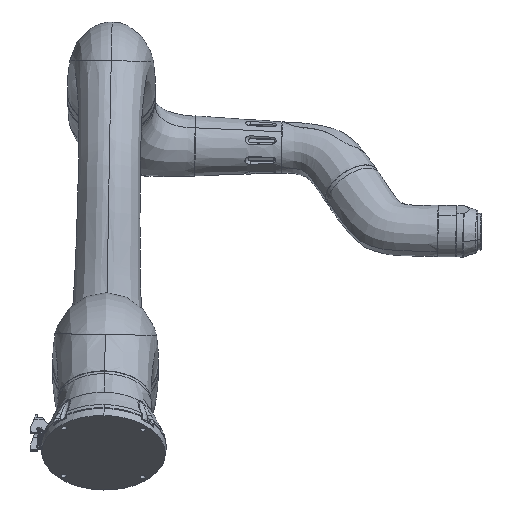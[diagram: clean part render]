
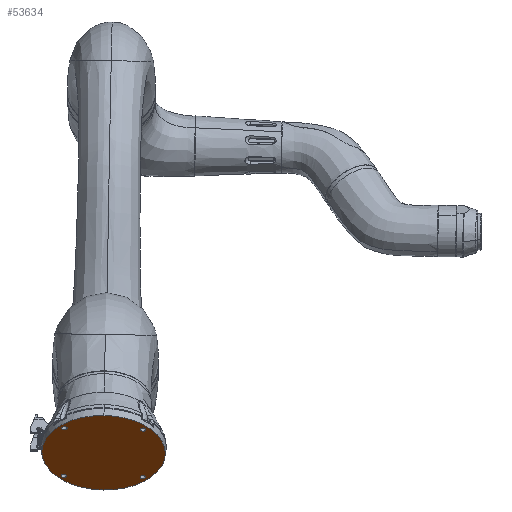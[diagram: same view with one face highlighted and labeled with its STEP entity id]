
A CAD part, front view. The second image highlights one B-rep face of the part: STEP entity #53634.
In plain terms, the highlighted face is planar.
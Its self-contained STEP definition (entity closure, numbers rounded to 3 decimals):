
#729 = DIRECTION ( 'NONE',  ( 1., 0., 0. ) ) ;
#1536 = VERTEX_POINT ( 'NONE', #92642 ) ;
#1975 = DIRECTION ( 'NONE',  ( 0., 0., 1. ) ) ;
#2567 = AXIS2_PLACEMENT_3D ( 'NONE', #46593, #68330, #57241 ) ;
#2993 = EDGE_LOOP ( 'NONE', ( #17007, #118514 ) ) ;
#5837 = AXIS2_PLACEMENT_3D ( 'NONE', #121261, #121716, #79123 ) ;
#6287 = CIRCLE ( 'NONE', #118166, 4.5 ) ;
#7272 = CARTESIAN_POINT ( 'NONE',  ( -67.5, -67.5, -53. ) ) ;
#8154 = VERTEX_POINT ( 'NONE', #129045 ) ;
#12875 = CIRCLE ( 'NONE', #96044, 4.5 ) ;
#13708 = CARTESIAN_POINT ( 'NONE',  ( 0., -105.773, -53. ) ) ;
#14601 = VERTEX_POINT ( 'NONE', #13708 ) ;
#14701 = EDGE_LOOP ( 'NONE', ( #42753, #104966 ) ) ;
#17007 = ORIENTED_EDGE ( 'NONE', *, *, #72261, .T. ) ;
#17093 = CIRCLE ( 'NONE', #62193, 4.5 ) ;
#22064 = CIRCLE ( 'NONE', #2567, 105.773 ) ;
#23556 = DIRECTION ( 'NONE',  ( 0., 0., 1. ) ) ;
#25617 = EDGE_CURVE ( 'NONE', #78287, #41431, #12875, .T. ) ;
#27752 = DIRECTION ( 'NONE',  ( 1., 0., 0. ) ) ;
#30586 = ORIENTED_EDGE ( 'NONE', *, *, #25617, .T. ) ;
#32441 = DIRECTION ( 'NONE',  ( 0., -1., 0. ) ) ;
#32944 = FACE_BOUND ( 'NONE', #89914, .T. ) ;
#33565 = CARTESIAN_POINT ( 'NONE',  ( 63., 67.5, -53. ) ) ;
#36267 = FACE_BOUND ( 'NONE', #58242, .T. ) ;
#36631 = AXIS2_PLACEMENT_3D ( 'NONE', #97484, #65942, #107683 ) ;
#37991 = FACE_OUTER_BOUND ( 'NONE', #104868, .T. ) ;
#41088 = CIRCLE ( 'NONE', #76110, 105.773 ) ;
#41431 = VERTEX_POINT ( 'NONE', #68701 ) ;
#42753 = ORIENTED_EDGE ( 'NONE', *, *, #52330, .T. ) ;
#45417 = ORIENTED_EDGE ( 'NONE', *, *, #133132, .T. ) ;
#46593 = CARTESIAN_POINT ( 'NONE',  ( 0., 0., -53. ) ) ;
#47111 = CARTESIAN_POINT ( 'NONE',  ( -67.5, 67.5, -53. ) ) ;
#48995 = CARTESIAN_POINT ( 'NONE',  ( 72., -67.5, -53. ) ) ;
#52330 = EDGE_CURVE ( 'NONE', #112406, #56668, #127546, .T. ) ;
#53634 = ADVANCED_FACE ( 'NONE', ( #87702, #134040, #36267, #37991, #32944 ), #54840, .T. ) ;
#54063 = DIRECTION ( 'NONE',  ( 0., 0., 1. ) ) ;
#54504 = CARTESIAN_POINT ( 'NONE',  ( 67.5, -67.5, -53. ) ) ;
#54840 = PLANE ( 'NONE',  #36631 ) ;
#55073 = DIRECTION ( 'NONE',  ( 1., 0., 0. ) ) ;
#56668 = VERTEX_POINT ( 'NONE', #60378 ) ;
#57241 = DIRECTION ( 'NONE',  ( 0., -1., 0. ) ) ;
#58205 = DIRECTION ( 'NONE',  ( 1., 0., 0. ) ) ;
#58242 = EDGE_LOOP ( 'NONE', ( #30586, #45417 ) ) ;
#58869 = ORIENTED_EDGE ( 'NONE', *, *, #88261, .T. ) ;
#60378 = CARTESIAN_POINT ( 'NONE',  ( 63., -67.5, -53. ) ) ;
#62193 = AXIS2_PLACEMENT_3D ( 'NONE', #119738, #1975, #88284 ) ;
#62949 = AXIS2_PLACEMENT_3D ( 'NONE', #118747, #98397, #77034 ) ;
#63943 = EDGE_CURVE ( 'NONE', #8154, #93609, #111479, .T. ) ;
#65942 = DIRECTION ( 'NONE',  ( 0., 0., -1. ) ) ;
#68330 = DIRECTION ( 'NONE',  ( 0., 0., -1. ) ) ;
#68701 = CARTESIAN_POINT ( 'NONE',  ( -72., 67.5, -53. ) ) ;
#72261 = EDGE_CURVE ( 'NONE', #1536, #97253, #6287, .T. ) ;
#74429 = DIRECTION ( 'NONE',  ( 1., 0., 0. ) ) ;
#76110 = AXIS2_PLACEMENT_3D ( 'NONE', #95871, #83857, #32441 ) ;
#77034 = DIRECTION ( 'NONE',  ( 1., 0., 0. ) ) ;
#78287 = VERTEX_POINT ( 'NONE', #94250 ) ;
#78587 = CIRCLE ( 'NONE', #62949, 4.5 ) ;
#79123 = DIRECTION ( 'NONE',  ( 1., 0., 0. ) ) ;
#83857 = DIRECTION ( 'NONE',  ( 0., 0., -1. ) ) ;
#87595 = ORIENTED_EDGE ( 'NONE', *, *, #134049, .T. ) ;
#87702 = FACE_BOUND ( 'NONE', #2993, .T. ) ;
#88261 = EDGE_CURVE ( 'NONE', #131327, #14601, #41088, .T. ) ;
#88284 = DIRECTION ( 'NONE',  ( 1., 0., 0. ) ) ;
#89144 = CIRCLE ( 'NONE', #120468, 4.5 ) ;
#89914 = EDGE_LOOP ( 'NONE', ( #131804, #87595 ) ) ;
#90445 = CARTESIAN_POINT ( 'NONE',  ( 0., 105.773, -53. ) ) ;
#91199 = DIRECTION ( 'NONE',  ( 0., 0., 1. ) ) ;
#92642 = CARTESIAN_POINT ( 'NONE',  ( -63., -67.5, -53. ) ) ;
#93609 = VERTEX_POINT ( 'NONE', #33565 ) ;
#93676 = EDGE_CURVE ( 'NONE', #97253, #1536, #78587, .T. ) ;
#94089 = ORIENTED_EDGE ( 'NONE', *, *, #95402, .T. ) ;
#94250 = CARTESIAN_POINT ( 'NONE',  ( -63., 67.5, -53. ) ) ;
#95402 = EDGE_CURVE ( 'NONE', #14601, #131327, #22064, .T. ) ;
#95871 = CARTESIAN_POINT ( 'NONE',  ( 0., 0., -53. ) ) ;
#96044 = AXIS2_PLACEMENT_3D ( 'NONE', #47111, #131863, #58205 ) ;
#97253 = VERTEX_POINT ( 'NONE', #102761 ) ;
#97484 = CARTESIAN_POINT ( 'NONE',  ( 0., 0., -53. ) ) ;
#98397 = DIRECTION ( 'NONE',  ( 0., 0., 1. ) ) ;
#98631 = CARTESIAN_POINT ( 'NONE',  ( -67.5, 67.5, -53. ) ) ;
#102761 = CARTESIAN_POINT ( 'NONE',  ( -72., -67.5, -53. ) ) ;
#103818 = AXIS2_PLACEMENT_3D ( 'NONE', #98631, #23556, #55073 ) ;
#104868 = EDGE_LOOP ( 'NONE', ( #94089, #58869 ) ) ;
#104966 = ORIENTED_EDGE ( 'NONE', *, *, #125817, .T. ) ;
#107683 = DIRECTION ( 'NONE',  ( 0., 1., 0. ) ) ;
#111479 = CIRCLE ( 'NONE', #5837, 4.5 ) ;
#112406 = VERTEX_POINT ( 'NONE', #48995 ) ;
#114691 = AXIS2_PLACEMENT_3D ( 'NONE', #118022, #129114, #729 ) ;
#118022 = CARTESIAN_POINT ( 'NONE',  ( 67.5, -67.5, -53. ) ) ;
#118166 = AXIS2_PLACEMENT_3D ( 'NONE', #7272, #91199, #27752 ) ;
#118514 = ORIENTED_EDGE ( 'NONE', *, *, #93676, .T. ) ;
#118747 = CARTESIAN_POINT ( 'NONE',  ( -67.5, -67.5, -53. ) ) ;
#119738 = CARTESIAN_POINT ( 'NONE',  ( 67.5, 67.5, -53. ) ) ;
#120468 = AXIS2_PLACEMENT_3D ( 'NONE', #54504, #54063, #74429 ) ;
#121261 = CARTESIAN_POINT ( 'NONE',  ( 67.5, 67.5, -53. ) ) ;
#121716 = DIRECTION ( 'NONE',  ( 0., 0., 1. ) ) ;
#125817 = EDGE_CURVE ( 'NONE', #56668, #112406, #89144, .T. ) ;
#127546 = CIRCLE ( 'NONE', #114691, 4.5 ) ;
#129045 = CARTESIAN_POINT ( 'NONE',  ( 72., 67.5, -53. ) ) ;
#129114 = DIRECTION ( 'NONE',  ( 0., 0., 1. ) ) ;
#129938 = CIRCLE ( 'NONE', #103818, 4.5 ) ;
#131327 = VERTEX_POINT ( 'NONE', #90445 ) ;
#131804 = ORIENTED_EDGE ( 'NONE', *, *, #63943, .T. ) ;
#131863 = DIRECTION ( 'NONE',  ( 0., 0., 1. ) ) ;
#133132 = EDGE_CURVE ( 'NONE', #41431, #78287, #129938, .T. ) ;
#134040 = FACE_BOUND ( 'NONE', #14701, .T. ) ;
#134049 = EDGE_CURVE ( 'NONE', #93609, #8154, #17093, .T. ) ;
